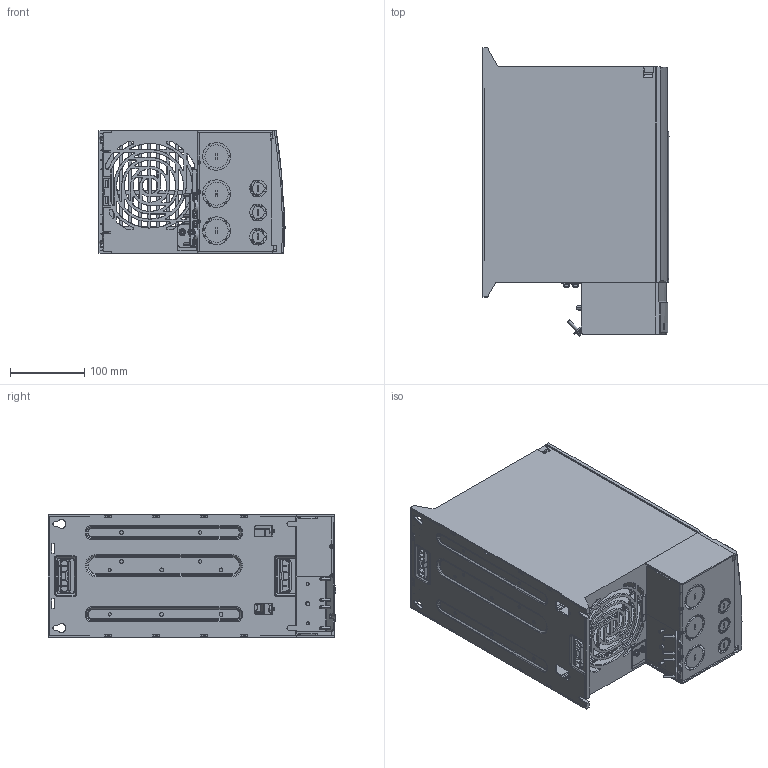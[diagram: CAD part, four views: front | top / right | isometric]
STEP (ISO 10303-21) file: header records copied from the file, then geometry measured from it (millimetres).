
FILE_DESCRIPTION((''),'2;1');
FILE_NAME('M5_ASM','2009-04-10T',('CN1276'),('Danfoss Drives A/S'),'PRO/ENGINEER BY PARAMETRIC TECHNOLOGY CORPORATION, 2007310','PRO/ENGINEER BY PARAMETRIC TECHNOLOGY CORPORATION, 2007310','');
FILE_SCHEMA(('CONFIG_CONTROL_DESIGN', 'GEOMETRIC_VALIDATION_PROPERTIES_MIM'));
Length unit declared in the file: millimetre
Products named in the file (15): 132B3243-V2; 132B4062; 132B4064; 132B3244; 175N1057; 681X9232; 681X0366; 640F0307; 132B3216; 195H6051; 681X0488; POWER-DECOUPLING_ASM; 132B3248; 132B4072_INST; M5_ASM
Assembly tree (25 placements, depth 3):
  M5_ASM
    132B3243-V2
    132B4062
    132B4064
    POWER-DECOUPLING_ASM
      132B3244
      175N1057  x2
      681X9232  x2
      681X0366  x8
      640F0307
      132B3216
      195H6051  x2
      681X0488  x2
    132B3248
    132B4072_INST
Bounding box: 250.5 x 387.53 x 165 mm (x, y, z)
Volume: 1014165.6 mm3; surface area: 912724.5 mm2
Topology: 24 solids, 48 shells, 3835 faces, 10498 edges, 6759 vertices
Faces by surface type: plane 2489, cylinder 677, cone 418, torus 115, bspline 90, sphere 38, extrusion 8
Entity records: 145351 total; most frequent: CARTESIAN_POINT 30574, ORIENTED_EDGE 19038, DIRECTION 17480, EDGE_CURVE 9551, PRESENTATION_STYLE_ASSIGNMENT 8154, STYLED_ITEM 8075, CURVE_STYLE 8052, VECTOR 7202
